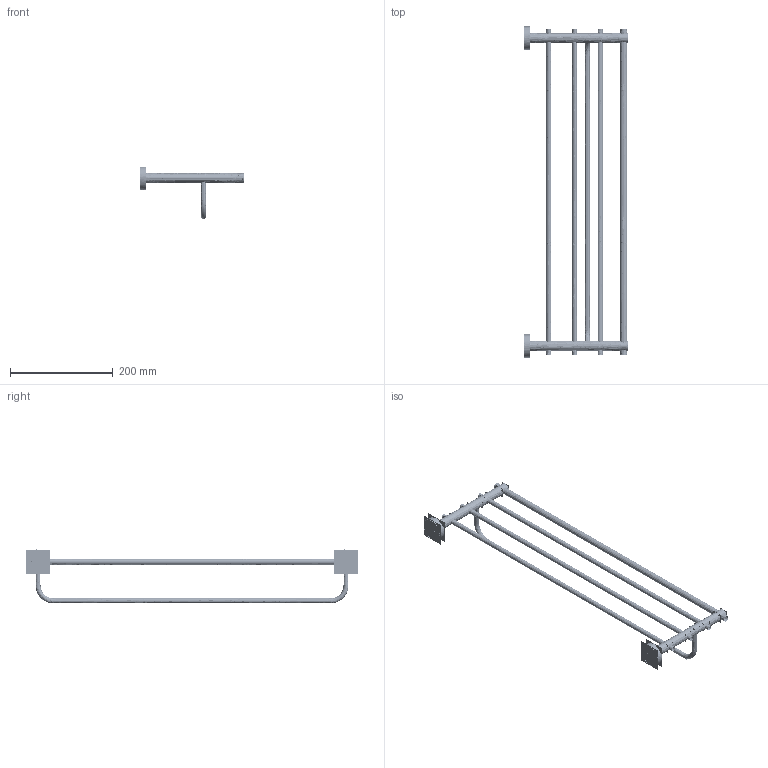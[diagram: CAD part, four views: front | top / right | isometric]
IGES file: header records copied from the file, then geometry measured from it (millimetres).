
Start section:  PTC IGES file: as20182-07-00_asm.igs
Global section: file name: as20182-07-00_asm.igs; native system: Creo Parametric by PTC Inc.; preprocessor: 2018420; author: xuzhenhai; organization: Unknown; date: 20191224.095338; units: millimetre
Bounding box: 202.43 x 646.8 x 106.06 mm (x, y, z)
Surface area: 3514461.4 mm2 (no closed solid volume)
Topology: 0 solids, 0 shells, 5036 faces, 44966 edges, 66568 vertices
Faces by surface type: bspline 5036
